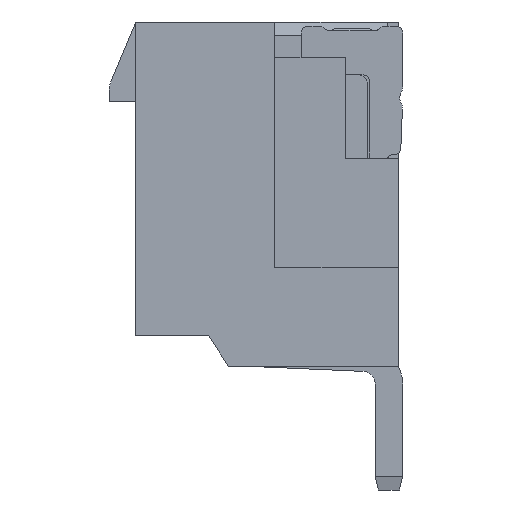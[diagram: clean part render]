
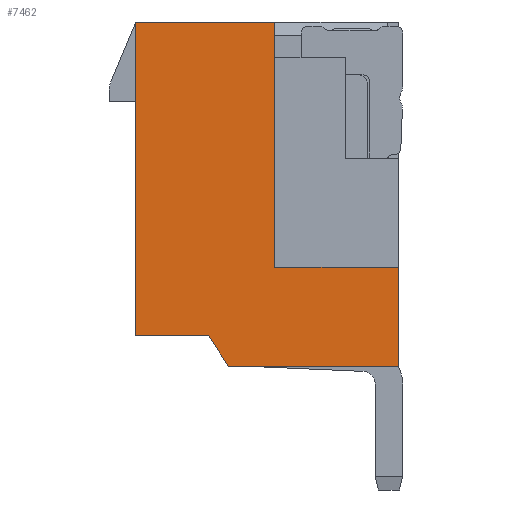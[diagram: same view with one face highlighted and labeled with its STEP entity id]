
A CAD part, left-side view. The second image highlights one B-rep face of the part: STEP entity #7462.
In plain terms, the highlighted planar face has unit normal (-1, 0, 0).
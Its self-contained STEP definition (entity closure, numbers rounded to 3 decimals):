
#1=DIRECTION('',(0.,0.541,0.841));
#2=VECTOR('',#1,0.832);
#3=CARTESIAN_POINT('',(1.25,-2.1,-7.8));
#4=LINE('',#3,#2);
#5=DIRECTION('',(0.,1.,0.));
#6=VECTOR('',#5,3.15);
#7=CARTESIAN_POINT('',(1.25,-3.15,0.));
#8=LINE('',#7,#6);
#85=DIRECTION('',(0.,0.,-1.));
#86=VECTOR('',#85,7.1);
#87=CARTESIAN_POINT('',(1.25,0.,0.));
#88=LINE('',#87,#86);
#327=DIRECTION('',(0.,-1.,0.));
#328=VECTOR('',#327,1.65);
#329=CARTESIAN_POINT('',(1.25,0.,-7.1));
#330=LINE('',#329,#328);
#531=DIRECTION('',(0.,-1.,0.));
#532=VECTOR('',#531,3.85);
#533=CARTESIAN_POINT('',(1.25,-2.1,-7.8));
#534=LINE('',#533,#532);
#547=DIRECTION('',(0.,0.,1.));
#548=VECTOR('',#547,2.25);
#549=CARTESIAN_POINT('',(1.25,-5.95,-7.8));
#550=LINE('',#549,#548);
#784=DIRECTION('',(0.,1.,0.));
#785=VECTOR('',#784,2.8);
#786=CARTESIAN_POINT('',(1.25,-5.95,-5.55));
#787=LINE('',#786,#785);
#796=DIRECTION('',(0.,0.,1.));
#797=VECTOR('',#796,5.55);
#798=CARTESIAN_POINT('',(1.25,-3.15,-5.55));
#799=LINE('',#798,#797);
#5683=CARTESIAN_POINT('',(1.25,-3.15,0.));
#5684=CARTESIAN_POINT('',(1.25,0.,0.));
#5685=VERTEX_POINT('',#5683);
#5686=VERTEX_POINT('',#5684);
#5687=CARTESIAN_POINT('',(1.25,-5.95,-5.55));
#5688=CARTESIAN_POINT('',(1.25,-3.15,-5.55));
#5689=VERTEX_POINT('',#5687);
#5690=VERTEX_POINT('',#5688);
#5691=CARTESIAN_POINT('',(1.25,-5.95,-7.8));
#5692=VERTEX_POINT('',#5691);
#5693=CARTESIAN_POINT('',(1.25,-2.1,-7.8));
#5694=VERTEX_POINT('',#5693);
#5695=CARTESIAN_POINT('',(1.25,-1.65,-7.1));
#5696=VERTEX_POINT('',#5695);
#5697=CARTESIAN_POINT('',(1.25,0.,-7.1));
#5698=VERTEX_POINT('',#5697);
#7439=CARTESIAN_POINT('',(1.25,-2.975,-3.9));
#7440=DIRECTION('',(1.,0.,0.));
#7441=DIRECTION('',(0.,-1.,0.));
#7442=AXIS2_PLACEMENT_3D('',#7439,#7440,#7441);
#7443=PLANE('',#7442);
#7445=ORIENTED_EDGE('',*,*,#7444,.F.);
#7447=ORIENTED_EDGE('',*,*,#7446,.F.);
#7449=ORIENTED_EDGE('',*,*,#7448,.F.);
#7451=ORIENTED_EDGE('',*,*,#7450,.F.);
#7453=ORIENTED_EDGE('',*,*,#7452,.F.);
#7455=ORIENTED_EDGE('',*,*,#7454,.T.);
#7457=ORIENTED_EDGE('',*,*,#7456,.F.);
#7459=ORIENTED_EDGE('',*,*,#7458,.F.);
#7460=EDGE_LOOP('',(#7445,#7447,#7449,#7451,#7453,#7455,#7457,#7459));
#7461=FACE_OUTER_BOUND('',#7460,.F.);
#7444=EDGE_CURVE('',#5685,#5686,#8,.T.);
#7446=EDGE_CURVE('',#5690,#5685,#799,.T.);
#7448=EDGE_CURVE('',#5689,#5690,#787,.T.);
#7450=EDGE_CURVE('',#5692,#5689,#550,.T.);
#7452=EDGE_CURVE('',#5694,#5692,#534,.T.);
#7454=EDGE_CURVE('',#5694,#5696,#4,.T.);
#7456=EDGE_CURVE('',#5698,#5696,#330,.T.);
#7458=EDGE_CURVE('',#5686,#5698,#88,.T.);
#7462=ADVANCED_FACE('',(#7461),#7443,.F.);
